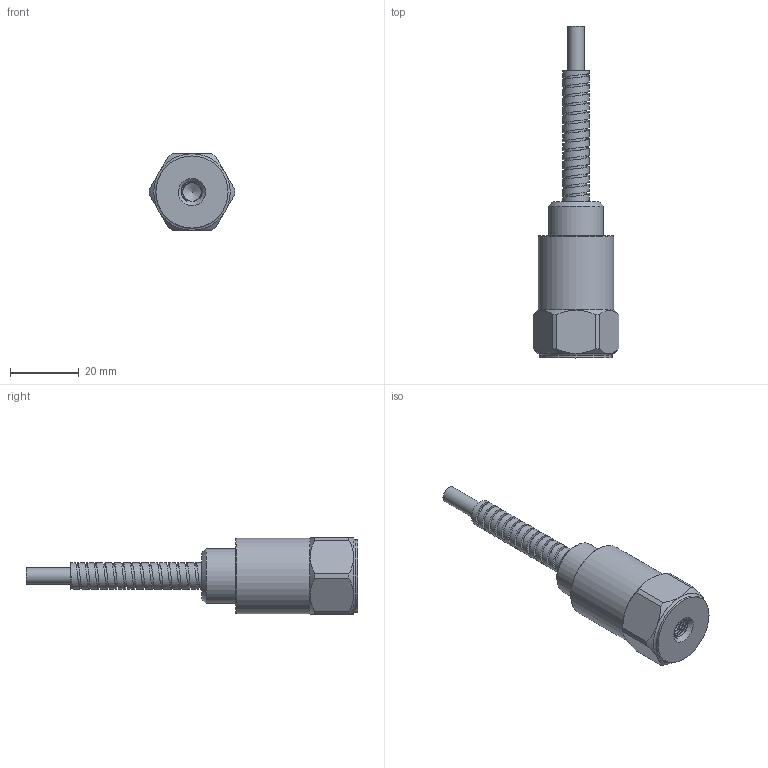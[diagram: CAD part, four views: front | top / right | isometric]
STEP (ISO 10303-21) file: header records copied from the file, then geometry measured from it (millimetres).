
FILE_DESCRIPTION(/* description */ (''),/* implementation_level */ '2;1');
FILE_NAME(/* name */ 'MASTER_STANDARD_TOP_EXIT_ARMOR_LARGE.stp',/* time_stamp */ '2017-04-25T17:19:25-04:00',/* author */ ('aneininger'),/* organization */ ('CONNECTION TECHNOLOGY CENTER'),/* preprocessor_version */ 'ST-DEVELOPER v16.5',/* originating_system */ 'Autodesk Inventor 2017',/* authorisation */ '');
FILE_SCHEMA (('AUTOMOTIVE_DESIGN { 1 0 10303 214 3 1 1 }'));
Length unit declared in the file: inch
Products named in the file (1): MASTER_STANDARD_TOP_EXIT_ARMOR_LARGE
Bounding box: 24.89 x 96.39 x 22.23 mm (x, y, z)
Volume: 16452.9 mm3; surface area: 8591.4 mm2
Topology: 2 solids, 2 shells, 293 faces, 616 edges, 395 vertices
Faces by surface type: plane 134, cylinder 103, bspline 32, cone 18, torus 6
Full cylindrical faces by diameter (mm): 0.127 x19, 0.203 x38, 1.27 x1, 1.524 x2, 1.587 x2, 3.251 x1, 3.581 x1, 4.826 x1, 5.105 x1, 11.43 x2, 12.7 x1, 15.875 x1, 20.955 x1, 22.047 x1
Entity records: 13477 total; most frequent: CARTESIAN_POINT 7425, DIRECTION 1187, ORIENTED_EDGE 1040, EDGE_CURVE 517, AXIS2_PLACEMENT_3D 512, EDGE_LOOP 450, VERTEX_POINT 381, FACE_OUTER_BOUND 292
